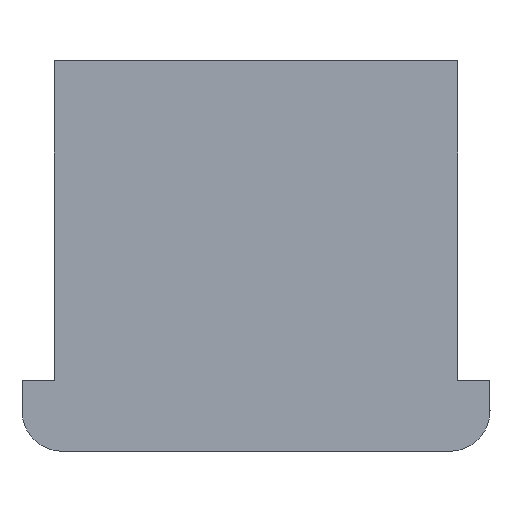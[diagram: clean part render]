
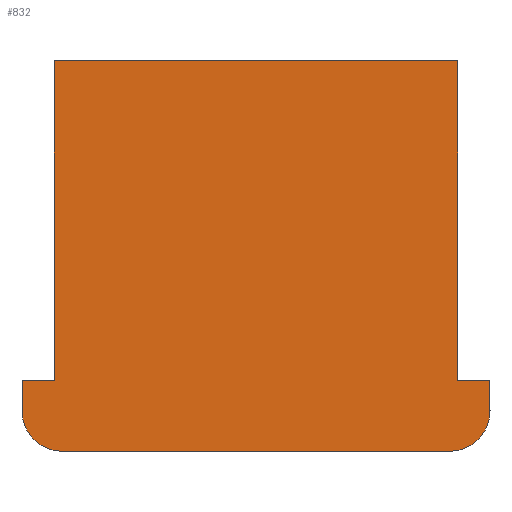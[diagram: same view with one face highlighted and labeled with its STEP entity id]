
A CAD part, left-side view. The second image highlights one B-rep face of the part: STEP entity #832.
In plain terms, the highlighted planar face has unit normal (-1, 0, 0).
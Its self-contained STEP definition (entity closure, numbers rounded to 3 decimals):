
#27=PLANE('',#884);
#66=FACE_OUTER_BOUND('',#115,.T.);
#115=EDGE_LOOP('',(#598,#599,#600,#601,#602,#603,#604,#605,#606,#607));
#169=LINE('',#1189,#272);
#176=LINE('',#1203,#279);
#177=LINE('',#1205,#280);
#178=LINE('',#1207,#281);
#179=LINE('',#1209,#282);
#180=LINE('',#1211,#283);
#181=LINE('',#1213,#284);
#182=LINE('',#1215,#285);
#272=VECTOR('',#956,10.);
#279=VECTOR('',#965,10.);
#280=VECTOR('',#966,10.);
#281=VECTOR('',#967,10.);
#282=VECTOR('',#968,10.);
#283=VECTOR('',#969,10.);
#284=VECTOR('',#970,10.);
#285=VECTOR('',#971,10.);
#374=CIRCLE('',#882,2.);
#375=CIRCLE('',#885,2.);
#391=VERTEX_POINT('',#1182);
#392=VERTEX_POINT('',#1184);
#393=VERTEX_POINT('',#1188);
#399=VERTEX_POINT('',#1202);
#400=VERTEX_POINT('',#1204);
#401=VERTEX_POINT('',#1206);
#402=VERTEX_POINT('',#1208);
#403=VERTEX_POINT('',#1210);
#404=VERTEX_POINT('',#1212);
#405=VERTEX_POINT('',#1214);
#469=EDGE_CURVE('',#391,#392,#374,.T.);
#471=EDGE_CURVE('',#393,#392,#169,.T.);
#478=EDGE_CURVE('',#399,#391,#176,.T.);
#479=EDGE_CURVE('',#400,#399,#177,.T.);
#480=EDGE_CURVE('',#401,#400,#178,.T.);
#481=EDGE_CURVE('',#402,#401,#179,.T.);
#482=EDGE_CURVE('',#403,#402,#180,.T.);
#483=EDGE_CURVE('',#403,#404,#181,.T.);
#484=EDGE_CURVE('',#405,#404,#182,.T.);
#485=EDGE_CURVE('',#393,#405,#375,.T.);
#598=ORIENTED_EDGE('',*,*,#469,.F.);
#599=ORIENTED_EDGE('',*,*,#478,.F.);
#600=ORIENTED_EDGE('',*,*,#479,.F.);
#601=ORIENTED_EDGE('',*,*,#480,.F.);
#602=ORIENTED_EDGE('',*,*,#481,.F.);
#603=ORIENTED_EDGE('',*,*,#482,.F.);
#604=ORIENTED_EDGE('',*,*,#483,.T.);
#605=ORIENTED_EDGE('',*,*,#484,.F.);
#606=ORIENTED_EDGE('',*,*,#485,.F.);
#607=ORIENTED_EDGE('',*,*,#471,.T.);
#832=ADVANCED_FACE('',(#66),#27,.F.);
#882=AXIS2_PLACEMENT_3D('',#1185,#951,#952);
#884=AXIS2_PLACEMENT_3D('',#1201,#963,#964);
#885=AXIS2_PLACEMENT_3D('',#1216,#972,#973);
#951=DIRECTION('center_axis',(1.,0.,0.));
#952=DIRECTION('ref_axis',(0.,-0.707,-0.707));
#956=DIRECTION('',(0.,-1.,0.));
#963=DIRECTION('center_axis',(1.,0.,0.));
#964=DIRECTION('ref_axis',(0.,0.,1.));
#965=DIRECTION('',(0.,0.,-1.));
#966=DIRECTION('',(0.,-1.,0.));
#967=DIRECTION('',(0.,0.,-1.));
#968=DIRECTION('',(0.,-1.,0.));
#969=DIRECTION('',(0.,0.,1.));
#970=DIRECTION('',(0.,1.,0.));
#971=DIRECTION('',(0.,0.,1.));
#972=DIRECTION('center_axis',(1.,0.,0.));
#973=DIRECTION('ref_axis',(0.,0.707,-0.707));
#1182=CARTESIAN_POINT('',(187.647,691.595,2.));
#1184=CARTESIAN_POINT('',(187.647,693.595,0.));
#1185=CARTESIAN_POINT('Origin',(187.647,693.595,2.));
#1188=CARTESIAN_POINT('',(187.648,712.795,0.));
#1189=CARTESIAN_POINT('',(187.647,691.695,0.));
#1201=CARTESIAN_POINT('Origin',(187.647,693.195,183.834));
#1202=CARTESIAN_POINT('',(187.647,691.595,3.5));
#1203=CARTESIAN_POINT('',(187.647,691.595,142.715));
#1204=CARTESIAN_POINT('',(187.647,693.195,3.5));
#1205=CARTESIAN_POINT('',(187.647,693.195,3.5));
#1206=CARTESIAN_POINT('',(187.647,693.195,19.363));
#1207=CARTESIAN_POINT('',(187.647,693.195,142.715));
#1208=CARTESIAN_POINT('',(187.648,713.195,19.363));
#1209=CARTESIAN_POINT('',(187.648,703.195,19.363));
#1210=CARTESIAN_POINT('',(187.648,713.195,3.5));
#1211=CARTESIAN_POINT('',(187.648,713.195,142.715));
#1212=CARTESIAN_POINT('',(187.648,714.795,3.5));
#1213=CARTESIAN_POINT('',(187.648,714.695,3.5));
#1214=CARTESIAN_POINT('',(187.648,714.795,2.));
#1215=CARTESIAN_POINT('',(187.648,714.795,142.715));
#1216=CARTESIAN_POINT('Origin',(187.648,712.795,2.));
